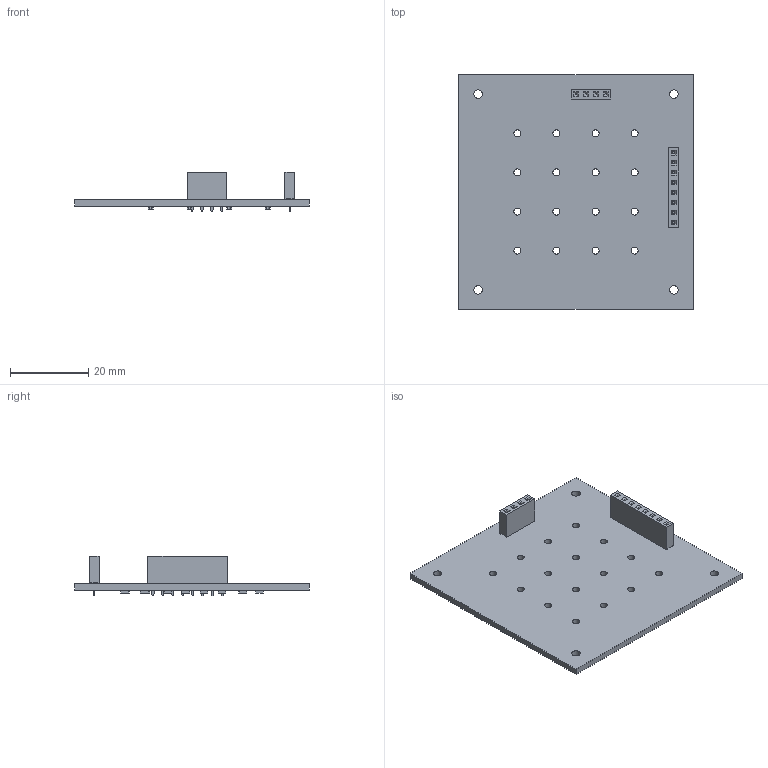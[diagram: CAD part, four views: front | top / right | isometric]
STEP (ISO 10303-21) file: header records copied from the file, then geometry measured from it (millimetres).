
FILE_DESCRIPTION(('KiCad electronic assembly'),'2;1');
FILE_NAME('haptic display.step','2020-12-06T13:23:21',('An Author'),( 'A Company'),'Open CASCADE STEP processor 6.9', 'KiCad to STEP converter','Unknown');
FILE_SCHEMA(('AUTOMOTIVE_DESIGN { 1 0 10303 214 1 1 1 1 }'));
Length unit declared in the file: millimetre
Products named in the file (8): Open CASCADE STEP translator 6.9 1; PinSocket_1x08_P2.54mm_Vertical; SOLID; PinSocket_1x04_P2.54mm_Vertical; D_0805_2012Metric; COMPOUND
Assembly tree (38 placements, depth 3):
  Open CASCADE STEP translator 6.9 1
    PinSocket_1x08_P2.54mm_Vertical
      SOLID
    PinSocket_1x04_P2.54mm_Vertical
      SOLID
    D_0805_2012Metric  x32
      SOLID
    COMPOUND
Bounding box: 60 x 60 x 10.1 mm (x, y, z)
Volume: 6219.3 mm3; surface area: 8940.4 mm2
Topology: 35 solids, 35 shells, 1678 faces, 4572 edges, 3032 vertices
Faces by surface type: plane 1198, cylinder 480
Full cylindrical faces by diameter (mm): 1 x12, 1.8 x16, 2.2 x4
Entity records: 34167 total; most frequent: CARTESIAN_POINT 5852, DIRECTION 4676, LINE 3480, VECTOR 3480, ORIENTED_EDGE 2448, PCURVE 2448, DEFINITIONAL_REPRESENTATION 2448, EDGE_CURVE 1224
